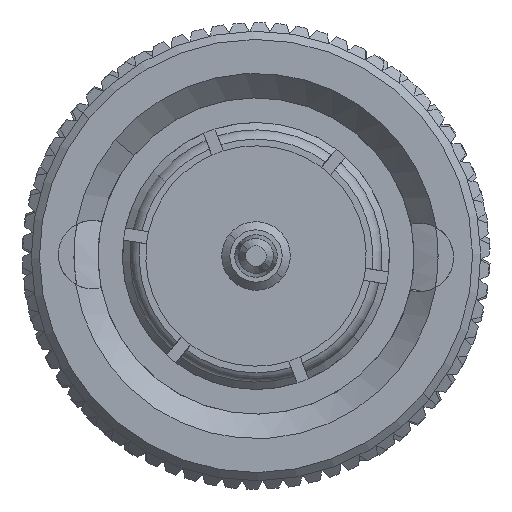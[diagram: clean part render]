
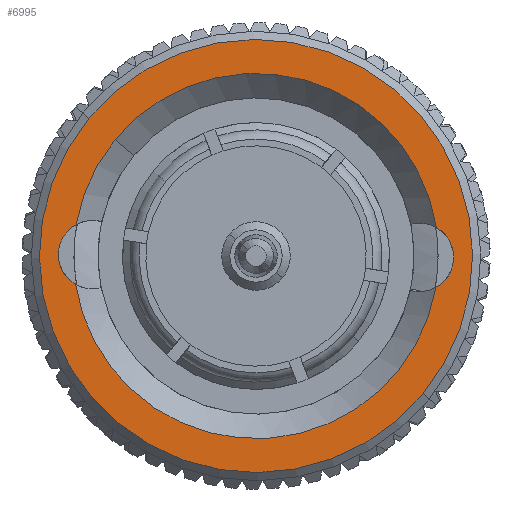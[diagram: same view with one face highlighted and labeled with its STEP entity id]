
A CAD part, left-side view. The second image highlights one B-rep face of the part: STEP entity #6995.
In plain terms, the highlighted planar face has unit normal (-1, 0, 0).
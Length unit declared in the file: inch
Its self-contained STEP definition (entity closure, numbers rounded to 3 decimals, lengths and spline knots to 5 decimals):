
#412 = DIRECTION ( 'NONE',  ( -1., 0., 0. ) ) ;
#990 = CIRCLE ( 'NONE', #3448, 0.0419 ) ;
#1479 = CARTESIAN_POINT ( 'NONE',  ( 0., 0., 0. ) ) ;
#1704 = ORIENTED_EDGE ( 'NONE', *, *, #18918, .T. ) ;
#1814 = VERTEX_POINT ( 'NONE', #8891 ) ;
#1953 = EDGE_LOOP ( 'NONE', ( #4377, #6255, #10811, #11594, #9351, #3607 ) ) ;
#2195 = DIRECTION ( 'NONE',  ( 0., -0.772, -0.636 ) ) ;
#2286 = VERTEX_POINT ( 'NONE', #6906 ) ;
#2861 = CARTESIAN_POINT ( 'NONE',  ( 0., 0., 0. ) ) ;
#2886 = CARTESIAN_POINT ( 'NONE',  ( 0., -0.19999, -0.00168 ) ) ;
#3448 = AXIS2_PLACEMENT_3D ( 'NONE', #4484, #19008, #4050 ) ;
#3607 = ORIENTED_EDGE ( 'NONE', *, *, #14739, .T. ) ;
#3760 = CIRCLE ( 'NONE', #6892, 0.2235 ) ;
#4050 = DIRECTION ( 'NONE',  ( 0., -0.772, -0.636 ) ) ;
#4328 = DIRECTION ( 'NONE',  ( 0., 1., 0. ) ) ;
#4377 = ORIENTED_EDGE ( 'NONE', *, *, #17716, .F. ) ;
#4484 = CARTESIAN_POINT ( 'NONE',  ( 0., 0.19999, 0.00168 ) ) ;
#4521 = DIRECTION ( 'NONE',  ( 1., 0., 0. ) ) ;
#5285 = EDGE_CURVE ( 'NONE', #1814, #11893, #5482, .T. ) ;
#5368 = CIRCLE ( 'NONE', #13743, 0.2235 ) ;
#5482 = CIRCLE ( 'NONE', #18739, 0.0419 ) ;
#5730 = CARTESIAN_POINT ( 'NONE',  ( 0., 0., 0. ) ) ;
#5847 = EDGE_CURVE ( 'NONE', #1814, #19400, #3760, .T. ) ;
#6240 = EDGE_CURVE ( 'NONE', #11893, #12969, #990, .T. ) ;
#6251 = CARTESIAN_POINT ( 'NONE',  ( 0., 0., 0. ) ) ;
#6255 = ORIENTED_EDGE ( 'NONE', *, *, #21512, .T. ) ;
#6259 = CARTESIAN_POINT ( 'NONE',  ( 0., -0.22018, -0.0384 ) ) ;
#6500 = CARTESIAN_POINT ( 'NONE',  ( 0., 0.23233, 0.02833 ) ) ;
#6871 = CARTESIAN_POINT ( 'NONE',  ( 0., 0.19999, 0.00168 ) ) ;
#6892 = AXIS2_PLACEMENT_3D ( 'NONE', #6251, #21220, #12482 ) ;
#6906 = CARTESIAN_POINT ( 'NONE',  ( 0., -0.20448, -0.16856 ) ) ;
#6995 = ADVANCED_FACE ( 'NONE', ( #19282, #20500 ), #7589, .F. ) ;
#7589 = PLANE ( 'NONE',  #10412 ) ;
#7618 = CARTESIAN_POINT ( 'NONE',  ( 0., 0.17246, 0.14216 ) ) ;
#8323 = CIRCLE ( 'NONE', #9726, 0.265 ) ;
#8704 = EDGE_LOOP ( 'NONE', ( #1704, #17452 ) ) ;
#8891 = CARTESIAN_POINT ( 'NONE',  ( 0., 0.22018, 0.0384 ) ) ;
#9017 = CARTESIAN_POINT ( 'NONE',  ( 0., 0., 0. ) ) ;
#9240 = AXIS2_PLACEMENT_3D ( 'NONE', #5730, #412, #10435 ) ;
#9351 = ORIENTED_EDGE ( 'NONE', *, *, #5847, .T. ) ;
#9726 = AXIS2_PLACEMENT_3D ( 'NONE', #2861, #15945, #11152 ) ;
#10099 = CARTESIAN_POINT ( 'NONE',  ( 0., 0.22079, -0.0347 ) ) ;
#10370 = CARTESIAN_POINT ( 'NONE',  ( 0., 0., 0. ) ) ;
#10412 = AXIS2_PLACEMENT_3D ( 'NONE', #9017, #10567, #4328 ) ;
#10435 = DIRECTION ( 'NONE',  ( 0., -0.772, -0.636 ) ) ;
#10567 = DIRECTION ( 'NONE',  ( 1., 0., 0. ) ) ;
#10809 = CARTESIAN_POINT ( 'NONE',  ( 0., -0.22079, 0.0347 ) ) ;
#10811 = ORIENTED_EDGE ( 'NONE', *, *, #6240, .F. ) ;
#11152 = DIRECTION ( 'NONE',  ( 0., -0.772, -0.636 ) ) ;
#11193 = DIRECTION ( 'NONE',  ( 0., -0.772, -0.636 ) ) ;
#11477 = AXIS2_PLACEMENT_3D ( 'NONE', #1479, #4521, #11193 ) ;
#11594 = ORIENTED_EDGE ( 'NONE', *, *, #5285, .F. ) ;
#11893 = VERTEX_POINT ( 'NONE', #6500 ) ;
#12010 = CARTESIAN_POINT ( 'NONE',  ( 0., 0.20448, 0.16856 ) ) ;
#12482 = DIRECTION ( 'NONE',  ( 0., -0.772, -0.636 ) ) ;
#12694 = DIRECTION ( 'NONE',  ( -1., 0., 0. ) ) ;
#12969 = VERTEX_POINT ( 'NONE', #10099 ) ;
#13743 = AXIS2_PLACEMENT_3D ( 'NONE', #10370, #20108, #2195 ) ;
#14492 = CIRCLE ( 'NONE', #9240, 0.265 ) ;
#14739 = EDGE_CURVE ( 'NONE', #19400, #14884, #5368, .T. ) ;
#14884 = VERTEX_POINT ( 'NONE', #10809 ) ;
#14952 = CIRCLE ( 'NONE', #11477, 0.2235 ) ;
#15083 = DIRECTION ( 'NONE',  ( 0., -0.772, -0.636 ) ) ;
#15239 = CIRCLE ( 'NONE', #20071, 0.0419 ) ;
#15510 = DIRECTION ( 'NONE',  ( -1., 0., 0. ) ) ;
#15945 = DIRECTION ( 'NONE',  ( -1., 0., 0. ) ) ;
#16463 = EDGE_CURVE ( 'NONE', #18400, #2286, #14492, .T. ) ;
#17452 = ORIENTED_EDGE ( 'NONE', *, *, #16463, .T. ) ;
#17716 = EDGE_CURVE ( 'NONE', #20329, #14884, #15239, .T. ) ;
#18400 = VERTEX_POINT ( 'NONE', #12010 ) ;
#18739 = AXIS2_PLACEMENT_3D ( 'NONE', #6871, #15510, #15083 ) ;
#18918 = EDGE_CURVE ( 'NONE', #2286, #18400, #8323, .T. ) ;
#19008 = DIRECTION ( 'NONE',  ( -1., 0., 0. ) ) ;
#19282 = FACE_BOUND ( 'NONE', #1953, .T. ) ;
#19400 = VERTEX_POINT ( 'NONE', #7618 ) ;
#20071 = AXIS2_PLACEMENT_3D ( 'NONE', #2886, #12694, #21003 ) ;
#20108 = DIRECTION ( 'NONE',  ( 1., 0., 0. ) ) ;
#20329 = VERTEX_POINT ( 'NONE', #6259 ) ;
#20500 = FACE_OUTER_BOUND ( 'NONE', #8704, .T. ) ;
#21003 = DIRECTION ( 'NONE',  ( 0., -0.772, -0.636 ) ) ;
#21220 = DIRECTION ( 'NONE',  ( 1., 0., 0. ) ) ;
#21512 = EDGE_CURVE ( 'NONE', #20329, #12969, #14952, .T. ) ;
